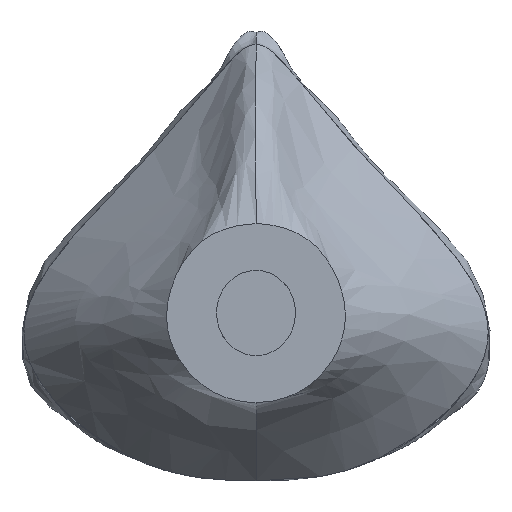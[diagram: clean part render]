
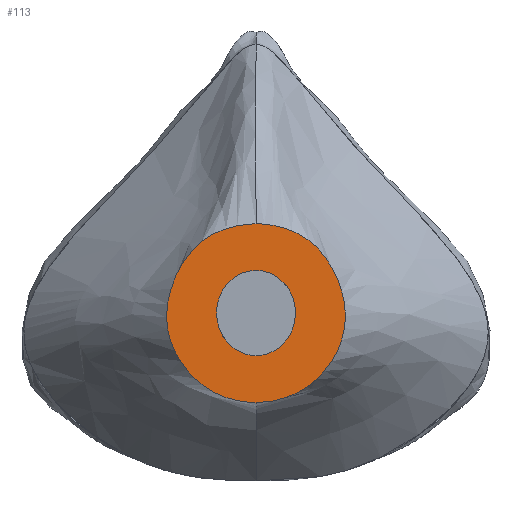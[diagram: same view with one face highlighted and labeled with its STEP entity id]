
A CAD part, top view. The second image highlights one B-rep face of the part: STEP entity #113.
In plain terms, the highlighted planar face has unit normal (0, 0, 1).
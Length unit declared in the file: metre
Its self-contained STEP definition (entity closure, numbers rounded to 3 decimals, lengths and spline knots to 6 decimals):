
#113 = ADVANCED_FACE( '', ( #230, #231 ), #232, .T. );
#230 = FACE_BOUND( '', #3367, .T. );
#231 = FACE_OUTER_BOUND( '', #3368, .T. );
#232 = PLANE( '', #3369 );
#3367 = EDGE_LOOP( '', ( #6122 ) );
#3368 = EDGE_LOOP( '', ( #6123, #6124 ) );
#3369 = AXIS2_PLACEMENT_3D( '', #6125, #6126, #6127 );
#6122 = ORIENTED_EDGE( '', *, *, #6256, .F. );
#6123 = ORIENTED_EDGE( '', *, *, #6279, .T. );
#6124 = ORIENTED_EDGE( '', *, *, #6276, .T. );
#6125 = CARTESIAN_POINT( '', ( 0., -0.006983, 0.037 ) );
#6126 = DIRECTION( '', ( 0., 0., 1. ) );
#6127 = DIRECTION( '', ( 1., 0., 0. ) );
#6256 = EDGE_CURVE( '', #6405, #6405, #6406, .T. );
#6276 = EDGE_CURVE( '', #6430, #6428, #6431, .T. );
#6279 = EDGE_CURVE( '', #6428, #6430, #6434, .T. );
#6405 = VERTEX_POINT( '', #7541 );
#6406 = CIRCLE( '', #7542, 0.009 );
#6428 = VERTEX_POINT( '', #7685 );
#6430 = VERTEX_POINT( '', #7691 );
#6431 = B_SPLINE_CURVE_WITH_KNOTS( '', 2, ( #7692, #7693, #7694, #7695, #7696, #7697, #7698, #7699, #7700, #7701, #7702, #7703, #7704, #7705, #7706, #7707, #7708, #7709, #7710, #7711, #7712, #7713, #7714, #7715, #7716, #7717, #7718, #7719, #7720, #7721, #7722, #7723, #7724, #7725, #7726, #7727, #7728, #7729, #7730, #7731, #7732, #7733, #7734, #7735, #7736 ), .UNSPECIFIED., .F., .F., ( 3, 2, 2, 2, 2, 2, 2, 2, 2, 2, 2, 2, 2, 2, 2, 2, 2, 2, 2, 2, 2, 2, 3 ), ( 0., 0.03125, 0.0625, 0.09375, 0.125, 0.1875, 0.25, 0.3125, 0.34375, 0.375, 0.40625, 0.4375, 0.46875, 0.5, 0.5625, 0.625, 0.6875, 0.75, 0.78125, 0.8125, 0.875, 0.9375, 1. ), .UNSPECIFIED. );
#6434 = B_SPLINE_CURVE_WITH_KNOTS( '', 2, ( #7743, #7744, #7745, #7746, #7747, #7748, #7749, #7750, #7751, #7752, #7753, #7754, #7755, #7756, #7757, #7758, #7759, #7760, #7761, #7762, #7763, #7764, #7765, #7766, #7767, #7768, #7769, #7770, #7771, #7772, #7773, #7774, #7775, #7776, #7777, #7778, #7779, #7780, #7781, #7782, #7783, #7784, #7785 ), .UNSPECIFIED., .F., .F., ( 3, 2, 2, 2, 2, 2, 2, 2, 2, 2, 2, 2, 2, 2, 2, 2, 2, 2, 2, 2, 2, 3 ), ( 0., 0.125, 0.1875, 0.21875, 0.25, 0.3125, 0.375, 0.4375, 0.5, 0.53125, 0.5625, 0.59375, 0.625, 0.65625, 0.6875, 0.75, 0.8125, 0.875, 0.90625, 0.9375, 0.96875, 1. ), .UNSPECIFIED. );
#7541 = CARTESIAN_POINT( '', ( 0.009, -0.006983, 0.037 ) );
#7542 = AXIS2_PLACEMENT_3D( '', #7820, #7821, #7822 );
#7685 = CARTESIAN_POINT( '', ( 0., -0.029483, 0.037 ) );
#7691 = CARTESIAN_POINT( '', ( 0., 0.015517, 0.037 ) );
#7692 = CARTESIAN_POINT( '', ( 0., 0.015517, 0.037 ) );
#7693 = CARTESIAN_POINT( '', ( -0.000845, 0.015468, 0.037 ) );
#7694 = CARTESIAN_POINT( '', ( -0.001262, 0.015439, 0.037 ) );
#7695 = CARTESIAN_POINT( '', ( -0.00197, 0.015389, 0.037 ) );
#7696 = CARTESIAN_POINT( '', ( -0.002556, 0.015326, 0.037 ) );
#7697 = CARTESIAN_POINT( '', ( -0.00326, 0.015252, 0.037 ) );
#7698 = CARTESIAN_POINT( '', ( -0.003911, 0.015147, 0.037 ) );
#7699 = CARTESIAN_POINT( '', ( -0.004642, 0.015029, 0.037 ) );
#7700 = CARTESIAN_POINT( '', ( -0.005358, 0.014865, 0.037 ) );
#7701 = CARTESIAN_POINT( '', ( -0.007021, 0.014486, 0.037 ) );
#7702 = CARTESIAN_POINT( '', ( -0.008579, 0.013872, 0.037 ) );
#7703 = CARTESIAN_POINT( '', ( -0.01041, 0.013151, 0.037 ) );
#7704 = CARTESIAN_POINT( '', ( -0.012022, 0.012134, 0.037 ) );
#7705 = CARTESIAN_POINT( '', ( -0.01386, 0.010974, 0.037 ) );
#7706 = CARTESIAN_POINT( '', ( -0.015371, 0.009455, 0.037 ) );
#7707 = CARTESIAN_POINT( '', ( -0.016167, 0.008654, 0.037 ) );
#7708 = CARTESIAN_POINT( '', ( -0.016913, 0.007711, 0.037 ) );
#7709 = CARTESIAN_POINT( '', ( -0.017653, 0.006776, 0.037 ) );
#7710 = CARTESIAN_POINT( '', ( -0.018324, 0.005725, 0.037 ) );
#7711 = CARTESIAN_POINT( '', ( -0.018994, 0.004677, 0.037 ) );
#7712 = CARTESIAN_POINT( '', ( -0.019576, 0.003544, 0.037 ) );
#7713 = CARTESIAN_POINT( '', ( -0.020161, 0.002405, 0.037 ) );
#7714 = CARTESIAN_POINT( '', ( -0.020641, 0.001212, 0.037 ) );
#7715 = CARTESIAN_POINT( '', ( -0.021126, 0.000006, 0.037 ) );
#7716 = CARTESIAN_POINT( '', ( -0.021491, -0.001223, 0.037 ) );
#7717 = CARTESIAN_POINT( '', ( -0.021861, -0.002473, 0.037 ) );
#7718 = CARTESIAN_POINT( '', ( -0.022097, -0.003716, 0.037 ) );
#7719 = CARTESIAN_POINT( '', ( -0.022584, -0.006289, 0.037 ) );
#7720 = CARTESIAN_POINT( '', ( -0.022467, -0.008691, 0.037 ) );
#7721 = CARTESIAN_POINT( '', ( -0.02235, -0.011078, 0.037 ) );
#7722 = CARTESIAN_POINT( '', ( -0.021648, -0.013417, 0.037 ) );
#7723 = CARTESIAN_POINT( '', ( -0.020978, -0.015652, 0.037 ) );
#7724 = CARTESIAN_POINT( '', ( -0.019799, -0.017756, 0.037 ) );
#7725 = CARTESIAN_POINT( '', ( -0.018664, -0.019783, 0.037 ) );
#7726 = CARTESIAN_POINT( '', ( -0.017113, -0.021591, 0.037 ) );
#7727 = CARTESIAN_POINT( '', ( -0.016353, -0.022475, 0.037 ) );
#7728 = CARTESIAN_POINT( '', ( -0.015515, -0.023282, 0.037 ) );
#7729 = CARTESIAN_POINT( '', ( -0.014671, -0.024095, 0.037 ) );
#7730 = CARTESIAN_POINT( '', ( -0.01377, -0.024803, 0.037 ) );
#7731 = CARTESIAN_POINT( '', ( -0.011913, -0.026263, 0.037 ) );
#7732 = CARTESIAN_POINT( '', ( -0.009825, -0.027272, 0.037 ) );
#7733 = CARTESIAN_POINT( '', ( -0.007654, -0.02832, 0.037 ) );
#7734 = CARTESIAN_POINT( '', ( -0.005246, -0.028873, 0.037 ) );
#7735 = CARTESIAN_POINT( '', ( -0.002745, -0.029447, 0.037 ) );
#7736 = CARTESIAN_POINT( '', ( 0., -0.029483, 0.037 ) );
#7743 = CARTESIAN_POINT( '', ( 0., -0.029483, 0.037 ) );
#7744 = CARTESIAN_POINT( '', ( 0.005393, -0.029412, 0.037 ) );
#7745 = CARTESIAN_POINT( '', ( 0.009825, -0.027272, 0.037 ) );
#7746 = CARTESIAN_POINT( '', ( 0.011912, -0.026264, 0.037 ) );
#7747 = CARTESIAN_POINT( '', ( 0.01377, -0.024803, 0.037 ) );
#7748 = CARTESIAN_POINT( '', ( 0.01467, -0.024095, 0.037 ) );
#7749 = CARTESIAN_POINT( '', ( 0.015515, -0.023282, 0.037 ) );
#7750 = CARTESIAN_POINT( '', ( 0.016353, -0.022476, 0.037 ) );
#7751 = CARTESIAN_POINT( '', ( 0.017113, -0.021591, 0.037 ) );
#7752 = CARTESIAN_POINT( '', ( 0.018663, -0.019784, 0.037 ) );
#7753 = CARTESIAN_POINT( '', ( 0.019799, -0.017756, 0.037 ) );
#7754 = CARTESIAN_POINT( '', ( 0.020977, -0.015653, 0.037 ) );
#7755 = CARTESIAN_POINT( '', ( 0.021648, -0.013417, 0.037 ) );
#7756 = CARTESIAN_POINT( '', ( 0.02235, -0.011079, 0.037 ) );
#7757 = CARTESIAN_POINT( '', ( 0.022467, -0.008691, 0.037 ) );
#7758 = CARTESIAN_POINT( '', ( 0.022584, -0.00629, 0.037 ) );
#7759 = CARTESIAN_POINT( '', ( 0.022097, -0.003716, 0.037 ) );
#7760 = CARTESIAN_POINT( '', ( 0.021861, -0.002474, 0.037 ) );
#7761 = CARTESIAN_POINT( '', ( 0.021491, -0.001223, 0.037 ) );
#7762 = CARTESIAN_POINT( '', ( 0.021127, 0.000005, 0.037 ) );
#7763 = CARTESIAN_POINT( '', ( 0.020641, 0.001212, 0.037 ) );
#7764 = CARTESIAN_POINT( '', ( 0.020162, 0.002404, 0.037 ) );
#7765 = CARTESIAN_POINT( '', ( 0.019576, 0.003544, 0.037 ) );
#7766 = CARTESIAN_POINT( '', ( 0.018995, 0.004676, 0.037 ) );
#7767 = CARTESIAN_POINT( '', ( 0.018324, 0.005725, 0.037 ) );
#7768 = CARTESIAN_POINT( '', ( 0.017654, 0.006775, 0.037 ) );
#7769 = CARTESIAN_POINT( '', ( 0.016913, 0.007711, 0.037 ) );
#7770 = CARTESIAN_POINT( '', ( 0.016167, 0.008654, 0.037 ) );
#7771 = CARTESIAN_POINT( '', ( 0.015371, 0.009455, 0.037 ) );
#7772 = CARTESIAN_POINT( '', ( 0.013861, 0.010973, 0.037 ) );
#7773 = CARTESIAN_POINT( '', ( 0.012022, 0.012134, 0.037 ) );
#7774 = CARTESIAN_POINT( '', ( 0.010411, 0.01315, 0.037 ) );
#7775 = CARTESIAN_POINT( '', ( 0.008579, 0.013872, 0.037 ) );
#7776 = CARTESIAN_POINT( '', ( 0.007022, 0.014486, 0.037 ) );
#7777 = CARTESIAN_POINT( '', ( 0.005358, 0.014865, 0.037 ) );
#7778 = CARTESIAN_POINT( '', ( 0.004643, 0.015029, 0.037 ) );
#7779 = CARTESIAN_POINT( '', ( 0.003911, 0.015147, 0.037 ) );
#7780 = CARTESIAN_POINT( '', ( 0.003261, 0.015251, 0.037 ) );
#7781 = CARTESIAN_POINT( '', ( 0.002556, 0.015326, 0.037 ) );
#7782 = CARTESIAN_POINT( '', ( 0.001971, 0.015389, 0.037 ) );
#7783 = CARTESIAN_POINT( '', ( 0.001262, 0.015439, 0.037 ) );
#7784 = CARTESIAN_POINT( '', ( 0.000846, 0.015468, 0.037 ) );
#7785 = CARTESIAN_POINT( '', ( 0., 0.015517, 0.037 ) );
#7820 = CARTESIAN_POINT( '', ( 0., -0.006983, 0.037 ) );
#7821 = DIRECTION( '', ( 0., 0., 1. ) );
#7822 = DIRECTION( '', ( 1., 0., 0. ) );
